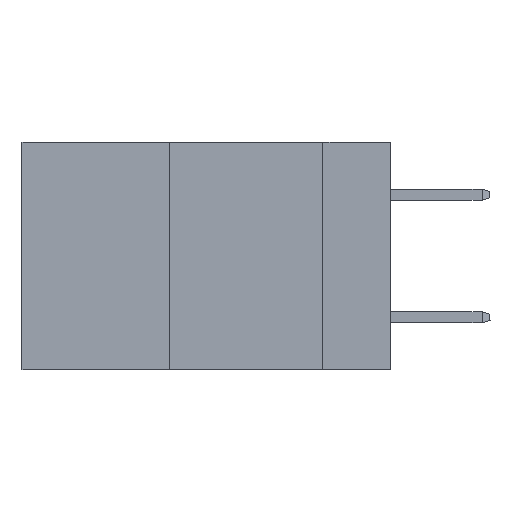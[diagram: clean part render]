
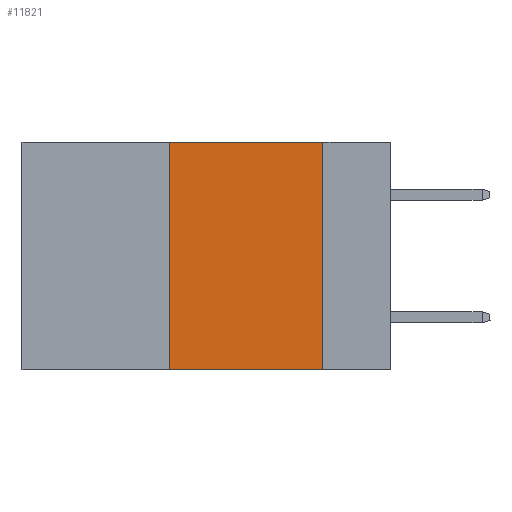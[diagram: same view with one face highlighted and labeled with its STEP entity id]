
A CAD part, left-side view. The second image highlights one B-rep face of the part: STEP entity #11821.
In plain terms, the highlighted planar face has unit normal (-1, 0, 0).
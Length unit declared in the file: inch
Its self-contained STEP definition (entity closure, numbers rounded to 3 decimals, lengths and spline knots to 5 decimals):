
#297 = AXIS2_PLACEMENT_3D ( 'NONE', #10350, #6033, #12036 ) ;
#326 = CARTESIAN_POINT ( 'NONE',  ( 0., 0.11, 0. ) ) ;
#985 = VERTEX_POINT ( 'NONE', #8067 ) ;
#1576 = LINE ( 'NONE', #13190, #26056 ) ;
#2024 = DIRECTION ( 'NONE',  ( 0., -1., 0. ) ) ;
#2632 = ORIENTED_EDGE ( 'NONE', *, *, #22342, .T. ) ;
#2964 = VERTEX_POINT ( 'NONE', #326 ) ;
#3129 = VECTOR ( 'NONE', #11649, 39.37008 ) ;
#3834 = ORIENTED_EDGE ( 'NONE', *, *, #17970, .F. ) ;
#5522 = VECTOR ( 'NONE', #2024, 39.37008 ) ;
#5582 = EDGE_CURVE ( 'NONE', #14631, #985, #23095, .T. ) ;
#5990 = VECTOR ( 'NONE', #7333, 39.37008 ) ;
#6033 = DIRECTION ( 'NONE',  ( 1., 0., 0. ) ) ;
#6580 = FACE_OUTER_BOUND ( 'NONE', #25554, .T. ) ;
#7272 = CARTESIAN_POINT ( 'NONE',  ( 0., 0.6, 0. ) ) ;
#7333 = DIRECTION ( 'NONE',  ( 0., 0., 1. ) ) ;
#7762 = LINE ( 'NONE', #24643, #5522 ) ;
#8015 = PLANE ( 'NONE',  #297 ) ;
#8067 = CARTESIAN_POINT ( 'NONE',  ( 0., 0.36, 0. ) ) ;
#10350 = CARTESIAN_POINT ( 'NONE',  ( 0., 0.6, 0. ) ) ;
#11649 = DIRECTION ( 'NONE',  ( 0., -1., 0. ) ) ;
#11821 = ADVANCED_FACE ( 'NONE', ( #6580 ), #8015, .F. ) ;
#11951 = CARTESIAN_POINT ( 'NONE',  ( 0., 0.11, -0.37 ) ) ;
#12036 = DIRECTION ( 'NONE',  ( 0., 0., -1. ) ) ;
#12059 = CARTESIAN_POINT ( 'NONE',  ( 0., 0.36, -0.37 ) ) ;
#13190 = CARTESIAN_POINT ( 'NONE',  ( 0., 0.11, 0. ) ) ;
#14631 = VERTEX_POINT ( 'NONE', #12059 ) ;
#16774 = EDGE_CURVE ( 'NONE', #2964, #26353, #1576, .T. ) ;
#17970 = EDGE_CURVE ( 'NONE', #985, #2964, #25371, .T. ) ;
#21454 = CARTESIAN_POINT ( 'NONE',  ( 0., 0.36, 0. ) ) ;
#21630 = ORIENTED_EDGE ( 'NONE', *, *, #5582, .F. ) ;
#22342 = EDGE_CURVE ( 'NONE', #14631, #26353, #7762, .T. ) ;
#23051 = ORIENTED_EDGE ( 'NONE', *, *, #16774, .F. ) ;
#23095 = LINE ( 'NONE', #21454, #5990 ) ;
#24643 = CARTESIAN_POINT ( 'NONE',  ( 0., 0.6, -0.37 ) ) ;
#25349 = DIRECTION ( 'NONE',  ( 0., 0., -1. ) ) ;
#25371 = LINE ( 'NONE', #7272, #3129 ) ;
#25554 = EDGE_LOOP ( 'NONE', ( #23051, #3834, #21630, #2632 ) ) ;
#26056 = VECTOR ( 'NONE', #25349, 39.37008 ) ;
#26353 = VERTEX_POINT ( 'NONE', #11951 ) ;
